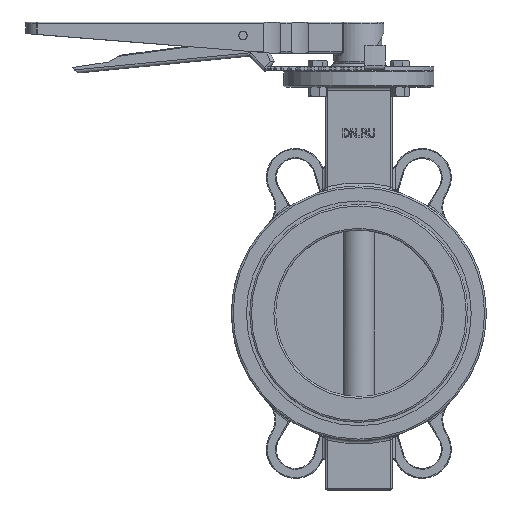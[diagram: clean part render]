
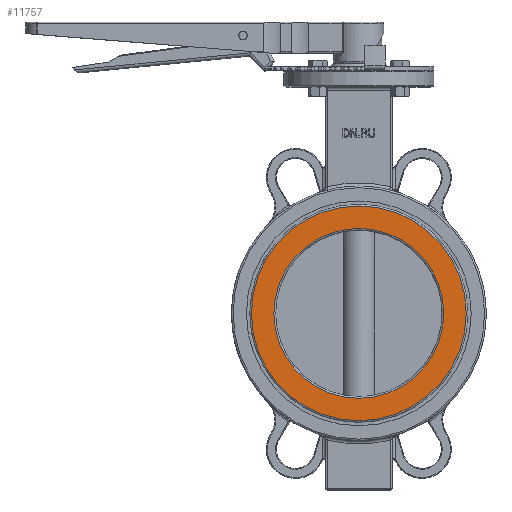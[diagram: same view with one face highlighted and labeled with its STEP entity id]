
A CAD part, top view. The second image highlights one B-rep face of the part: STEP entity #11757.
In plain terms, the highlighted planar face has unit normal (0, 0, 1).
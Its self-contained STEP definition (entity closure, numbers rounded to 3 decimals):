
#194=FACE_BOUND('',#3433,.T.);
#374=PLANE('',#12875);
#2733=FACE_OUTER_BOUND('',#3432,.T.);
#3432=EDGE_LOOP('',(#8842));
#3433=EDGE_LOOP('',(#8843));
#4329=CIRCLE('',#12871,51.);
#4333=CIRCLE('',#12876,64.5);
#5109=VERTEX_POINT('',#21459);
#5112=VERTEX_POINT('',#21467);
#6457=EDGE_CURVE('',#5109,#5109,#4329,.T.);
#6461=EDGE_CURVE('',#5112,#5112,#4333,.T.);
#8842=ORIENTED_EDGE('',*,*,#6461,.F.);
#8843=ORIENTED_EDGE('',*,*,#6457,.F.);
#11757=ADVANCED_FACE('',(#2733,#194),#374,.T.);
#12871=AXIS2_PLACEMENT_3D('',#21460,#14979,#14980);
#12875=AXIS2_PLACEMENT_3D('',#21466,#14987,#14988);
#12876=AXIS2_PLACEMENT_3D('',#21468,#14989,#14990);
#14979=DIRECTION('center_axis',(0.,0.,1.));
#14980=DIRECTION('ref_axis',(-1.,0.,0.));
#14987=DIRECTION('center_axis',(0.,0.,1.));
#14988=DIRECTION('ref_axis',(1.,0.,0.));
#14989=DIRECTION('center_axis',(0.,0.,-1.));
#14990=DIRECTION('ref_axis',(-1.,0.,0.));
#21459=CARTESIAN_POINT('',(51.,0.,27.));
#21460=CARTESIAN_POINT('Origin',(0.,0.,27.));
#21466=CARTESIAN_POINT('Origin',(0.,0.,27.));
#21467=CARTESIAN_POINT('',(-64.5,0.,27.));
#21468=CARTESIAN_POINT('Origin',(0.,0.,27.));
